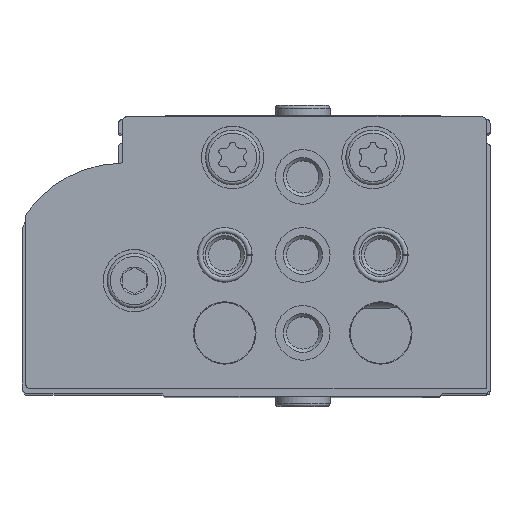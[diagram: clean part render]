
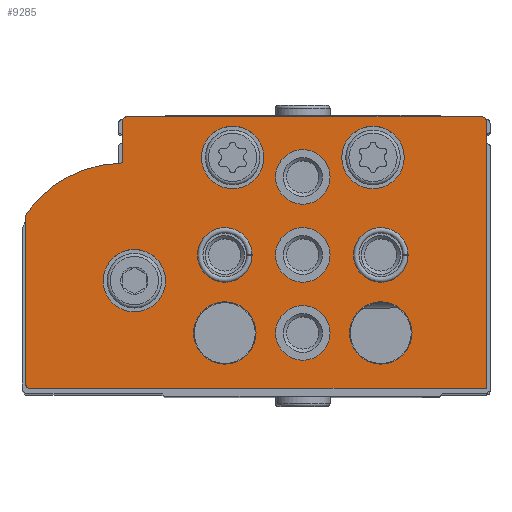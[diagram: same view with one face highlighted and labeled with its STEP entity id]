
A CAD part, top view. The second image highlights one B-rep face of the part: STEP entity #9285.
In plain terms, the highlighted face is planar.
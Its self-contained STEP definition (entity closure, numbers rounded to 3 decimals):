
#920=LINE('',#15719,#1586);
#922=LINE('',#15723,#1588);
#925=LINE('',#15731,#1591);
#930=LINE('',#15747,#1596);
#933=LINE('',#15755,#1599);
#1586=VECTOR('',#12710,1000.);
#1588=VECTOR('',#12714,1000.);
#1591=VECTOR('',#12723,1000.);
#1596=VECTOR('',#12742,1000.);
#1599=VECTOR('',#12751,1000.);
#3432=ORIENTED_EDGE('',*,*,#5122,.T.);
#3433=ORIENTED_EDGE('',*,*,#5123,.T.);
#3434=ORIENTED_EDGE('',*,*,#5124,.T.);
#3435=ORIENTED_EDGE('',*,*,#5125,.T.);
#3436=ORIENTED_EDGE('',*,*,#5126,.T.);
#3437=ORIENTED_EDGE('',*,*,#5127,.T.);
#3438=ORIENTED_EDGE('',*,*,#5128,.T.);
#3439=ORIENTED_EDGE('',*,*,#5129,.T.);
#3440=ORIENTED_EDGE('',*,*,#5130,.T.);
#3441=ORIENTED_EDGE('',*,*,#5131,.T.);
#3442=ORIENTED_EDGE('',*,*,#5099,.F.);
#3443=ORIENTED_EDGE('',*,*,#5120,.F.);
#3444=ORIENTED_EDGE('',*,*,#5118,.F.);
#3445=ORIENTED_EDGE('',*,*,#5116,.F.);
#3446=ORIENTED_EDGE('',*,*,#5114,.T.);
#3447=ORIENTED_EDGE('',*,*,#5112,.F.);
#3448=ORIENTED_EDGE('',*,*,#5110,.F.);
#3449=ORIENTED_EDGE('',*,*,#5108,.F.);
#3450=ORIENTED_EDGE('',*,*,#5106,.F.);
#3451=ORIENTED_EDGE('',*,*,#5104,.F.);
#3452=ORIENTED_EDGE('',*,*,#5102,.F.);
#5099=EDGE_CURVE('',#6127,#6128,#6725,.T.);
#5102=EDGE_CURVE('',#6128,#6129,#920,.T.);
#5104=EDGE_CURVE('',#6129,#6130,#922,.T.);
#5106=EDGE_CURVE('',#6130,#6131,#6726,.T.);
#5108=EDGE_CURVE('',#6131,#6132,#925,.T.);
#5110=EDGE_CURVE('',#6132,#6133,#6727,.T.);
#5112=EDGE_CURVE('',#6133,#6134,#6728,.T.);
#5114=EDGE_CURVE('',#6135,#6134,#6729,.T.);
#5116=EDGE_CURVE('',#6135,#6136,#930,.T.);
#5118=EDGE_CURVE('',#6136,#6137,#6730,.T.);
#5120=EDGE_CURVE('',#6137,#6127,#933,.T.);
#5122=EDGE_CURVE('',#6138,#6138,#6731,.T.);
#5123=EDGE_CURVE('',#6139,#6139,#6732,.T.);
#5124=EDGE_CURVE('',#6140,#6140,#6733,.T.);
#5125=EDGE_CURVE('',#6141,#6141,#6734,.T.);
#5126=EDGE_CURVE('',#6142,#6142,#6735,.T.);
#5127=EDGE_CURVE('',#6143,#6143,#6736,.T.);
#5128=EDGE_CURVE('',#6144,#6144,#6737,.T.);
#5129=EDGE_CURVE('',#6145,#6145,#6738,.T.);
#5130=EDGE_CURVE('',#6146,#6146,#6739,.T.);
#5131=EDGE_CURVE('',#6147,#6147,#6740,.T.);
#6127=VERTEX_POINT('',#15714);
#6128=VERTEX_POINT('',#15715);
#6129=VERTEX_POINT('',#15720);
#6130=VERTEX_POINT('',#15724);
#6131=VERTEX_POINT('',#15728);
#6132=VERTEX_POINT('',#15732);
#6133=VERTEX_POINT('',#15736);
#6134=VERTEX_POINT('',#15740);
#6135=VERTEX_POINT('',#15744);
#6136=VERTEX_POINT('',#15748);
#6137=VERTEX_POINT('',#15752);
#6138=VERTEX_POINT('',#15759);
#6139=VERTEX_POINT('',#15761);
#6140=VERTEX_POINT('',#15763);
#6141=VERTEX_POINT('',#15765);
#6142=VERTEX_POINT('',#15767);
#6143=VERTEX_POINT('',#15769);
#6144=VERTEX_POINT('',#15771);
#6145=VERTEX_POINT('',#15773);
#6146=VERTEX_POINT('',#15775);
#6147=VERTEX_POINT('',#15777);
#6725=CIRCLE('',#10401,0.5);
#6726=CIRCLE('',#10405,0.5);
#6727=CIRCLE('',#10408,1.);
#6728=CIRCLE('',#10410,15.);
#6729=CIRCLE('',#10412,0.3);
#6730=CIRCLE('',#10415,0.5);
#6731=CIRCLE('',#10418,4.);
#6732=CIRCLE('',#10419,4.);
#6733=CIRCLE('',#10420,4.);
#6734=CIRCLE('',#10421,3.5);
#6735=CIRCLE('',#10422,3.5);
#6736=CIRCLE('',#10423,3.5);
#6737=CIRCLE('',#10424,3.5);
#6738=CIRCLE('',#10425,3.5);
#6739=CIRCLE('',#10426,4.);
#6740=CIRCLE('',#10427,4.);
#7448=EDGE_LOOP('',(#3432));
#7449=EDGE_LOOP('',(#3433));
#7450=EDGE_LOOP('',(#3434));
#7451=EDGE_LOOP('',(#3435));
#7452=EDGE_LOOP('',(#3436));
#7453=EDGE_LOOP('',(#3437));
#7454=EDGE_LOOP('',(#3438));
#7455=EDGE_LOOP('',(#3439));
#7456=EDGE_LOOP('',(#3440));
#7457=EDGE_LOOP('',(#3441));
#7458=EDGE_LOOP('',(#3442,#3443,#3444,#3445,#3446,#3447,#3448,#3449,#3450,
#3451,#3452));
#8314=FACE_BOUND('',#7448,.T.);
#8315=FACE_BOUND('',#7449,.T.);
#8316=FACE_BOUND('',#7450,.T.);
#8317=FACE_BOUND('',#7451,.T.);
#8318=FACE_BOUND('',#7452,.T.);
#8319=FACE_BOUND('',#7453,.T.);
#8320=FACE_BOUND('',#7454,.T.);
#8321=FACE_BOUND('',#7455,.T.);
#8322=FACE_BOUND('',#7456,.T.);
#8323=FACE_BOUND('',#7457,.T.);
#8324=FACE_BOUND('',#7458,.T.);
#8841=PLANE('',#10417);
#9285=ADVANCED_FACE('',(#8314,#8315,#8316,#8317,#8318,#8319,#8320,#8321,
#8322,#8323,#8324),#8841,.F.);
#10401=AXIS2_PLACEMENT_3D('',#15713,#12704,#12705);
#10405=AXIS2_PLACEMENT_3D('',#15727,#12718,#12719);
#10408=AXIS2_PLACEMENT_3D('',#15735,#12727,#12728);
#10410=AXIS2_PLACEMENT_3D('',#15739,#12732,#12733);
#10412=AXIS2_PLACEMENT_3D('',#15743,#12737,#12738);
#10415=AXIS2_PLACEMENT_3D('',#15751,#12746,#12747);
#10417=AXIS2_PLACEMENT_3D('',#15757,#12753,#12754);
#10418=AXIS2_PLACEMENT_3D('',#15758,#12755,#12756);
#10419=AXIS2_PLACEMENT_3D('',#15760,#12757,#12758);
#10420=AXIS2_PLACEMENT_3D('',#15762,#12759,#12760);
#10421=AXIS2_PLACEMENT_3D('',#15764,#12761,#12762);
#10422=AXIS2_PLACEMENT_3D('',#15766,#12763,#12764);
#10423=AXIS2_PLACEMENT_3D('',#15768,#12765,#12766);
#10424=AXIS2_PLACEMENT_3D('',#15770,#12767,#12768);
#10425=AXIS2_PLACEMENT_3D('',#15772,#12769,#12770);
#10426=AXIS2_PLACEMENT_3D('',#15774,#12771,#12772);
#10427=AXIS2_PLACEMENT_3D('',#15776,#12773,#12774);
#12704=DIRECTION('',(0.,0.,1.));
#12705=DIRECTION('',(1.,0.,0.));
#12710=DIRECTION('',(0.,-1.,0.));
#12714=DIRECTION('',(1.,0.,0.));
#12718=DIRECTION('',(0.,0.,1.));
#12719=DIRECTION('',(1.,0.,0.));
#12723=DIRECTION('',(0.,1.,0.));
#12727=DIRECTION('',(0.,0.,1.));
#12728=DIRECTION('',(1.,0.,0.));
#12732=DIRECTION('',(0.,0.,1.));
#12733=DIRECTION('',(1.,0.,0.));
#12737=DIRECTION('',(0.,0.,1.));
#12738=DIRECTION('',(1.,0.,0.));
#12742=DIRECTION('',(0.,1.,0.));
#12746=DIRECTION('',(0.,0.,1.));
#12747=DIRECTION('',(1.,0.,0.));
#12751=DIRECTION('',(-1.,0.,0.));
#12753=DIRECTION('',(0.,0.,1.));
#12754=DIRECTION('',(1.,0.,0.));
#12755=DIRECTION('',(0.,0.,1.));
#12756=DIRECTION('',(1.,0.,0.));
#12757=DIRECTION('',(0.,0.,1.));
#12758=DIRECTION('',(1.,0.,0.));
#12759=DIRECTION('',(0.,0.,1.));
#12760=DIRECTION('',(1.,0.,0.));
#12761=DIRECTION('',(0.,0.,1.));
#12762=DIRECTION('',(1.,0.,0.));
#12763=DIRECTION('',(0.,0.,1.));
#12764=DIRECTION('',(1.,0.,0.));
#12765=DIRECTION('',(0.,0.,1.));
#12766=DIRECTION('',(1.,0.,0.));
#12767=DIRECTION('',(0.,0.,1.));
#12768=DIRECTION('',(1.,0.,0.));
#12769=DIRECTION('',(0.,0.,1.));
#12770=DIRECTION('',(1.,0.,0.));
#12771=DIRECTION('',(0.,0.,1.));
#12772=DIRECTION('',(1.,0.,0.));
#12773=DIRECTION('',(0.,0.,1.));
#12774=DIRECTION('',(1.,0.,0.));
#15713=CARTESIAN_POINT('',(0.5,34.3,0.));
#15714=CARTESIAN_POINT('',(0.5,34.8,0.));
#15715=CARTESIAN_POINT('',(0.,34.3,0.));
#15719=CARTESIAN_POINT('',(0.,34.3,0.));
#15720=CARTESIAN_POINT('',(0.,0.,0.));
#15723=CARTESIAN_POINT('',(0.,0.,0.));
#15724=CARTESIAN_POINT('',(58.5,0.,0.));
#15727=CARTESIAN_POINT('',(58.5,0.5,0.));
#15728=CARTESIAN_POINT('',(59.,0.5,0.));
#15731=CARTESIAN_POINT('',(59.,0.5,0.));
#15732=CARTESIAN_POINT('',(59.,21.976,0.));
#15735=CARTESIAN_POINT('',(58.,21.976,0.));
#15736=CARTESIAN_POINT('',(58.814,22.557,0.));
#15739=CARTESIAN_POINT('',(46.6,13.85,0.));
#15740=CARTESIAN_POINT('',(46.894,28.847,0.));
#15743=CARTESIAN_POINT('',(46.9,29.147,0.));
#15744=CARTESIAN_POINT('',(46.6,29.147,0.));
#15747=CARTESIAN_POINT('',(46.6,29.147,0.));
#15748=CARTESIAN_POINT('',(46.6,34.3,0.));
#15751=CARTESIAN_POINT('',(46.1,34.3,0.));
#15752=CARTESIAN_POINT('',(46.1,34.8,0.));
#15755=CARTESIAN_POINT('',(46.1,34.8,0.));
#15757=CARTESIAN_POINT('',(0.5,34.3,0.));
#15758=CARTESIAN_POINT('',(45.1,13.8,0.));
#15759=CARTESIAN_POINT('',(49.1,13.8,0.));
#15760=CARTESIAN_POINT('',(32.5,29.6,0.));
#15761=CARTESIAN_POINT('',(36.5,29.6,0.));
#15762=CARTESIAN_POINT('',(14.5,29.6,0.));
#15763=CARTESIAN_POINT('',(18.5,29.6,0.));
#15764=CARTESIAN_POINT('',(23.5,27.1,0.));
#15765=CARTESIAN_POINT('',(27.,27.1,0.));
#15766=CARTESIAN_POINT('',(33.5,17.1,0.));
#15767=CARTESIAN_POINT('',(37.,17.1,0.));
#15768=CARTESIAN_POINT('',(23.5,17.1,0.));
#15769=CARTESIAN_POINT('',(27.,17.1,0.));
#15770=CARTESIAN_POINT('',(13.5,17.1,0.));
#15771=CARTESIAN_POINT('',(17.,17.1,0.));
#15772=CARTESIAN_POINT('',(23.5,7.1,0.));
#15773=CARTESIAN_POINT('',(27.,7.1,0.));
#15774=CARTESIAN_POINT('',(33.5,7.1,0.));
#15775=CARTESIAN_POINT('',(37.5,7.1,0.));
#15776=CARTESIAN_POINT('',(13.5,7.1,0.));
#15777=CARTESIAN_POINT('',(17.5,7.1,0.));
